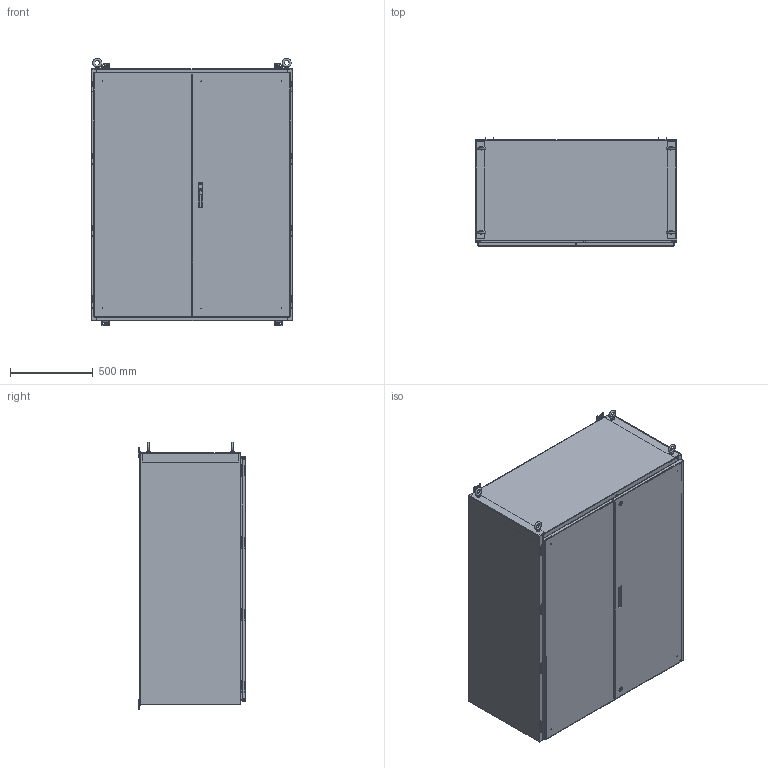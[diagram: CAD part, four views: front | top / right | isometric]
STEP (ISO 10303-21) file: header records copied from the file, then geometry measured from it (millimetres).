
FILE_DESCRIPTION( ( 'Unknown' ), '1' );
FILE_NAME( 'HD604824_12GA_EMKA3P.stp', 'Unknown', ( 'Unknown' ), ( 'Unknown' ), 'PSStep 16.0.42', 'Unknown', ' ' );
FILE_SCHEMA( ( 'AUTOMOTIVE_DESIGN { 1 0 10303 214 1 1 1 1 }' ) );
Length unit declared in the file: millimetre
Products named in the file (28): POIGNÉE EMKA ASSEMBLÉE DROITE; ADAPTEUR_TIGE; HD6048_12GA_123R_EMKA3P_DROIT; Penture HD Acier - DROITE_porte; 0.250-20 x 0.750 AC_CD 201-008-799; M6 x 20mm AC_CD 275-081-189; Guide Tige EMKA M6x20; TIGE EMKA-60_HAUT; TIGE EMKA-60_BAS; HD6048_12GA_123R_EMKA3P; HD604824_12GA_12_L; Penture HD Acier - DROITE_boitier; Penture HD Acier - GAUCHE_boitier; 0.375-16 x 0.750 AC_CKL 118-510-340; PATTE R; OEILLET DE LEVAGE; RENFORT24; HD60xx24COTE-D_12GA; HD604824L_12GA; HDXX4824H_12GA_123R; HDXX4824B_12GA_12; HD6048_12GA_123R_GAUCHE; Penture HD Acier - GAUCHE_porte; HD-STRIP-60LG; HD6048_12GA_123R_BLANK; Assem1; ASBP-HD; AHDP6048_12GA
Assembly tree (58 placements, depth 4):
  Assem1
    ASBP-HD  x2
    AHDP6048_12GA
    HD604824_12GA_12_L
      Penture HD Acier - DROITE_boitier  x4
      Penture HD Acier - GAUCHE_boitier  x4
      0.375-16 x 0.750 AC_CKL 118-510-340  x8
      PATTE R  x4
      OEILLET DE LEVAGE  x4
      RENFORT24  x2
      HD60xx24COTE-D_12GA
      HD604824L_12GA
      HDXX4824H_12GA_123R
      HDXX4824B_12GA_12
    HD6048_12GA_123R_GAUCHE
      Penture HD Acier - GAUCHE_porte  x4
      0.250-20 x 0.750 AC_CD 201-008-799
      HD-STRIP-60LG
      HD6048_12GA_123R_BLANK
    HD6048_12GA_123R_EMKA3P_DROIT
      Penture HD Acier - DROITE_porte  x4
      0.250-20 x 0.750 AC_CD 201-008-799
      M6 x 20mm AC_CD 275-081-189  x2
      Guide Tige EMKA M6x20  x2
      TIGE EMKA-60_HAUT
      TIGE EMKA-60_BAS
      HD6048_12GA_123R_EMKA3P
      POIGNÉE EMKA ASSEMBLÉE DROITE
        ADAPTEUR_TIGE  x2
Bounding box: 1219.2 x 651.43 x 1614.91 mm (x, y, z)
Volume: 24850073.1 mm3; surface area: 18735364.3 mm2
Topology: 54 solids, 56 shells, 3306 faces, 7953 edges, 5229 vertices
Faces by surface type: plane 2222, extrusion 448, cylinder 420, bspline 104, cone 52, torus 40, sphere 20
Full cylindrical faces by diameter (mm): 0.346 x4, 0.508 x4, 0.794 x8, 3.023 x16, 3.162 x32, 3.175 x48, 4 x8, 4.496 x2, 4.775 x8, 4.877 x2, 5 x4, 5.5 x4, 5.994 x4, 6.2 x2, 6.35 x2, 6.807 x2, 7.137 x4, 7.798 x2, 8 x4, 8.4 x2, 8.966 x8, 9 x2, 9.525 x8, 11 x2, 11.582 x8, 12.7 x8, 14.275 x2, 15 x6, 15.875 x4, 16.192 x8
Entity records: 121132 total; most frequent: CARTESIAN_POINT 43939, ORIENTED_EDGE 12062, DIRECTION 8677, EDGE_CURVE 6031, VERTEX_POINT 4150, EDGE_LOOP 3437, B_SPLINE_CURVE_WITH_KNOTS 3325, VECTOR 2975
